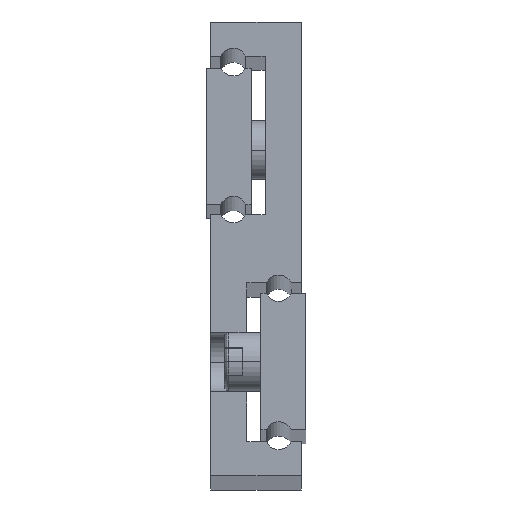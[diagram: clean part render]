
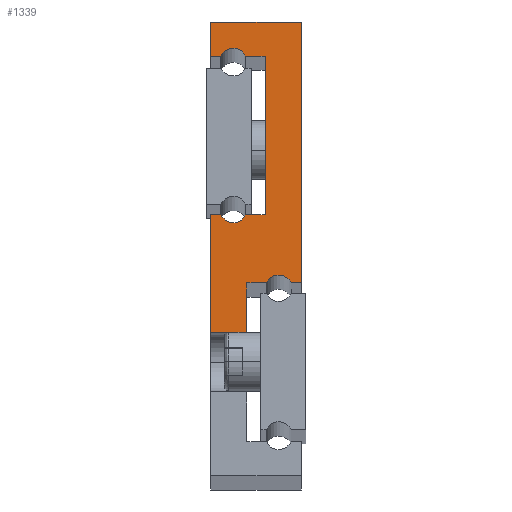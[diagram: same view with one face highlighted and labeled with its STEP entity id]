
A CAD part, top view. The second image highlights one B-rep face of the part: STEP entity #1339.
In plain terms, the highlighted planar face has unit normal (0, 0, 1).
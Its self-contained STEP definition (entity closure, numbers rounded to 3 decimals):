
#13 = VERTEX_POINT ( 'NONE', #1875 ) ;
#14 = AXIS2_PLACEMENT_3D ( 'NONE', #322, #1449, #2009 ) ;
#29 = LINE ( 'NONE', #557, #1064 ) ;
#39 = ORIENTED_EDGE ( 'NONE', *, *, #734, .T. ) ;
#43 = FACE_OUTER_BOUND ( 'NONE', #286, .T. ) ;
#81 = AXIS2_PLACEMENT_3D ( 'NONE', #1941, #422, #2050 ) ;
#92 = VERTEX_POINT ( 'NONE', #1060 ) ;
#94 = CARTESIAN_POINT ( 'NONE',  ( 20., 42.5, 900. ) ) ;
#95 = DIRECTION ( 'NONE',  ( 0., -1., 0. ) ) ;
#112 = DIRECTION ( 'NONE',  ( 1., 0., 0. ) ) ;
#134 = ORIENTED_EDGE ( 'NONE', *, *, #1503, .T. ) ;
#174 = CARTESIAN_POINT ( 'NONE',  ( 7.727, 92.5, 900. ) ) ;
#218 = ORIENTED_EDGE ( 'NONE', *, *, #1029, .T. ) ;
#224 = LINE ( 'NONE', #1749, #510 ) ;
#227 = EDGE_CURVE ( 'NONE', #1212, #13, #774, .T. ) ;
#239 = CARTESIAN_POINT ( 'NONE',  ( 0., 92.5, 900. ) ) ;
#249 = ORIENTED_EDGE ( 'NONE', *, *, #1075, .T. ) ;
#264 = VERTEX_POINT ( 'NONE', #1818 ) ;
#282 = ORIENTED_EDGE ( 'NONE', *, *, #2096, .T. ) ;
#286 = EDGE_LOOP ( 'NONE', ( #1618, #1915, #438, #282, #1997, #1992, #134, #1666, #697, #218, #803, #445, #1605, #249, #381, #39 ) ) ;
#300 = LINE ( 'NONE', #1785, #1169 ) ;
#322 = CARTESIAN_POINT ( 'NONE',  ( 15., 41.25, 900. ) ) ;
#336 = CARTESIAN_POINT ( 'NONE',  ( 20., 100., 900. ) ) ;
#381 = ORIENTED_EDGE ( 'NONE', *, *, #1741, .T. ) ;
#408 = EDGE_CURVE ( 'NONE', #264, #1212, #1712, .T. ) ;
#422 = DIRECTION ( 'NONE',  ( 0., 0., -1. ) ) ;
#423 = VERTEX_POINT ( 'NONE', #1022 ) ;
#429 = CARTESIAN_POINT ( 'NONE',  ( 17.727, 42.5, 900. ) ) ;
#438 = ORIENTED_EDGE ( 'NONE', *, *, #1326, .T. ) ;
#445 = ORIENTED_EDGE ( 'NONE', *, *, #227, .T. ) ;
#480 = EDGE_CURVE ( 'NONE', #13, #1203, #1183, .T. ) ;
#508 = CARTESIAN_POINT ( 'NONE',  ( 12., 57.5, 900. ) ) ;
#510 = VECTOR ( 'NONE', #770, 1000. ) ;
#543 = CARTESIAN_POINT ( 'NONE',  ( 12., 92.5, 900. ) ) ;
#550 = LINE ( 'NONE', #561, #687 ) ;
#557 = CARTESIAN_POINT ( 'NONE',  ( 7.727, 57.5, 900. ) ) ;
#561 = CARTESIAN_POINT ( 'NONE',  ( 20., 42.5, 900. ) ) ;
#565 = AXIS2_PLACEMENT_3D ( 'NONE', #2125, #1561, #1402 ) ;
#577 = EDGE_CURVE ( 'NONE', #1793, #1582, #550, .T. ) ;
#652 = VECTOR ( 'NONE', #955, 1000. ) ;
#654 = DIRECTION ( 'NONE',  ( -1., 0., 0. ) ) ;
#671 = VERTEX_POINT ( 'NONE', #756 ) ;
#677 = VERTEX_POINT ( 'NONE', #1593 ) ;
#687 = VECTOR ( 'NONE', #1889, 1000. ) ;
#697 = ORIENTED_EDGE ( 'NONE', *, *, #1903, .T. ) ;
#734 = EDGE_CURVE ( 'NONE', #1152, #1949, #300, .T. ) ;
#735 = LINE ( 'NONE', #1385, #1028 ) ;
#756 = CARTESIAN_POINT ( 'NONE',  ( 20., 100., 900. ) ) ;
#767 = DIRECTION ( 'NONE',  ( -1., 0., 0. ) ) ;
#770 = DIRECTION ( 'NONE',  ( 0., 1., 0. ) ) ;
#774 = LINE ( 'NONE', #1105, #652 ) ;
#802 = VERTEX_POINT ( 'NONE', #1773 ) ;
#803 = ORIENTED_EDGE ( 'NONE', *, *, #408, .T. ) ;
#923 = VECTOR ( 'NONE', #112, 1000. ) ;
#955 = DIRECTION ( 'NONE',  ( 1., 0., 0. ) ) ;
#981 = EDGE_CURVE ( 'NONE', #1949, #1938, #1722, .T. ) ;
#983 = AXIS2_PLACEMENT_3D ( 'NONE', #1338, #1913, #767 ) ;
#994 = CARTESIAN_POINT ( 'NONE',  ( 20., 100., 900. ) ) ;
#1006 = DIRECTION ( 'NONE',  ( 0., 1., 0. ) ) ;
#1022 = CARTESIAN_POINT ( 'NONE',  ( 8., 42.5, 900. ) ) ;
#1028 = VECTOR ( 'NONE', #2074, 1000. ) ;
#1029 = EDGE_CURVE ( 'NONE', #92, #264, #1752, .T. ) ;
#1036 = CARTESIAN_POINT ( 'NONE',  ( 0., 0., 900. ) ) ;
#1050 = VECTOR ( 'NONE', #1694, 1000. ) ;
#1059 = DIRECTION ( 'NONE',  ( -1., 0., 0. ) ) ;
#1060 = CARTESIAN_POINT ( 'NONE',  ( 0., 92.5, 900. ) ) ;
#1064 = VECTOR ( 'NONE', #1059, 1000. ) ;
#1075 = EDGE_CURVE ( 'NONE', #1203, #677, #29, .T. ) ;
#1076 = EDGE_CURVE ( 'NONE', #1938, #802, #735, .T. ) ;
#1105 = CARTESIAN_POINT ( 'NONE',  ( 7.727, 92.5, 900. ) ) ;
#1146 = VECTOR ( 'NONE', #1470, 1000. ) ;
#1152 = VERTEX_POINT ( 'NONE', #1303 ) ;
#1169 = VECTOR ( 'NONE', #654, 1000. ) ;
#1178 = VERTEX_POINT ( 'NONE', #2216 ) ;
#1183 = LINE ( 'NONE', #543, #1050 ) ;
#1203 = VERTEX_POINT ( 'NONE', #508 ) ;
#1212 = VERTEX_POINT ( 'NONE', #174 ) ;
#1303 = CARTESIAN_POINT ( 'NONE',  ( 2.273, 57.5, 900. ) ) ;
#1311 = CARTESIAN_POINT ( 'NONE',  ( 0., 31.5, 900. ) ) ;
#1318 = VECTOR ( 'NONE', #95, 1000. ) ;
#1326 = EDGE_CURVE ( 'NONE', #802, #423, #224, .T. ) ;
#1338 = CARTESIAN_POINT ( 'NONE',  ( 5., 58.75, 900. ) ) ;
#1339 = ADVANCED_FACE ( 'NONE', ( #43 ), #1917, .F. ) ;
#1372 = DIRECTION ( 'NONE',  ( 1., 0., 0. ) ) ;
#1385 = CARTESIAN_POINT ( 'NONE',  ( 0., 31.5, 900. ) ) ;
#1402 = DIRECTION ( 'NONE',  ( -1., 0., 0. ) ) ;
#1434 = LINE ( 'NONE', #1665, #1318 ) ;
#1435 = VECTOR ( 'NONE', #2064, 1000. ) ;
#1449 = DIRECTION ( 'NONE',  ( 0., 0., -1. ) ) ;
#1470 = DIRECTION ( 'NONE',  ( -1., 0., 0. ) ) ;
#1503 = EDGE_CURVE ( 'NONE', #1582, #671, #1845, .T. ) ;
#1561 = DIRECTION ( 'NONE',  ( 0., 0., -1. ) ) ;
#1582 = VERTEX_POINT ( 'NONE', #94 ) ;
#1593 = CARTESIAN_POINT ( 'NONE',  ( 7.727, 57.5, 900. ) ) ;
#1603 = VECTOR ( 'NONE', #1006, 1000. ) ;
#1605 = ORIENTED_EDGE ( 'NONE', *, *, #480, .T. ) ;
#1618 = ORIENTED_EDGE ( 'NONE', *, *, #981, .T. ) ;
#1623 = CARTESIAN_POINT ( 'NONE',  ( 12.273, 42.5, 900. ) ) ;
#1665 = CARTESIAN_POINT ( 'NONE',  ( 0., 100., 900. ) ) ;
#1666 = ORIENTED_EDGE ( 'NONE', *, *, #2063, .T. ) ;
#1679 = CARTESIAN_POINT ( 'NONE',  ( 0., 100., 900. ) ) ;
#1681 = CIRCLE ( 'NONE', #14, 3. ) ;
#1694 = DIRECTION ( 'NONE',  ( 0., -1., 0. ) ) ;
#1712 = CIRCLE ( 'NONE', #81, 3. ) ;
#1722 = LINE ( 'NONE', #1036, #1435 ) ;
#1741 = EDGE_CURVE ( 'NONE', #677, #1152, #1933, .T. ) ;
#1749 = CARTESIAN_POINT ( 'NONE',  ( 8., 7.5, 900. ) ) ;
#1752 = LINE ( 'NONE', #239, #1804 ) ;
#1773 = CARTESIAN_POINT ( 'NONE',  ( 8., 31.5, 900. ) ) ;
#1785 = CARTESIAN_POINT ( 'NONE',  ( 0., 57.5, 900. ) ) ;
#1793 = VERTEX_POINT ( 'NONE', #429 ) ;
#1794 = LINE ( 'NONE', #1623, #923 ) ;
#1804 = VECTOR ( 'NONE', #1372, 1000. ) ;
#1818 = CARTESIAN_POINT ( 'NONE',  ( 2.273, 92.5, 900. ) ) ;
#1831 = LINE ( 'NONE', #994, #1146 ) ;
#1845 = LINE ( 'NONE', #336, #1603 ) ;
#1875 = CARTESIAN_POINT ( 'NONE',  ( 12., 92.5, 900. ) ) ;
#1889 = DIRECTION ( 'NONE',  ( 1., 0., 0. ) ) ;
#1903 = EDGE_CURVE ( 'NONE', #2142, #92, #1434, .T. ) ;
#1913 = DIRECTION ( 'NONE',  ( 0., 0., -1. ) ) ;
#1915 = ORIENTED_EDGE ( 'NONE', *, *, #1076, .T. ) ;
#1917 = PLANE ( 'NONE',  #565 ) ;
#1933 = CIRCLE ( 'NONE', #983, 3. ) ;
#1938 = VERTEX_POINT ( 'NONE', #1311 ) ;
#1941 = CARTESIAN_POINT ( 'NONE',  ( 5., 91.25, 900. ) ) ;
#1949 = VERTEX_POINT ( 'NONE', #2027 ) ;
#1992 = ORIENTED_EDGE ( 'NONE', *, *, #577, .T. ) ;
#1997 = ORIENTED_EDGE ( 'NONE', *, *, #2025, .T. ) ;
#2009 = DIRECTION ( 'NONE',  ( -1., 0., 0. ) ) ;
#2025 = EDGE_CURVE ( 'NONE', #1178, #1793, #1681, .T. ) ;
#2027 = CARTESIAN_POINT ( 'NONE',  ( 0., 57.5, 900. ) ) ;
#2050 = DIRECTION ( 'NONE',  ( 1., 0., 0. ) ) ;
#2063 = EDGE_CURVE ( 'NONE', #671, #2142, #1831, .T. ) ;
#2064 = DIRECTION ( 'NONE',  ( 0., -1., 0. ) ) ;
#2074 = DIRECTION ( 'NONE',  ( 1., 0., 0. ) ) ;
#2096 = EDGE_CURVE ( 'NONE', #423, #1178, #1794, .T. ) ;
#2125 = CARTESIAN_POINT ( 'NONE',  ( 5., 58.75, 900. ) ) ;
#2142 = VERTEX_POINT ( 'NONE', #1679 ) ;
#2216 = CARTESIAN_POINT ( 'NONE',  ( 12.273, 42.5, 900. ) ) ;
